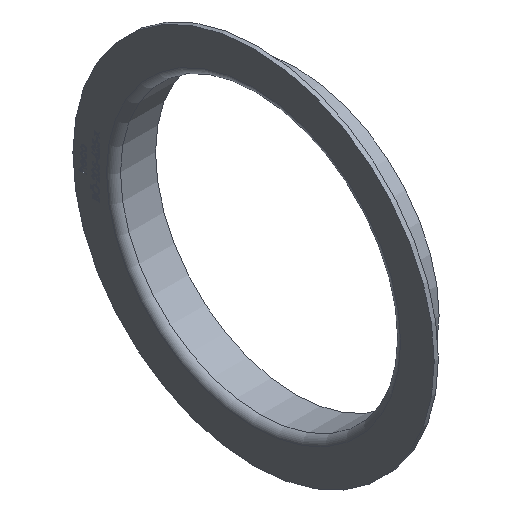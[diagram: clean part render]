
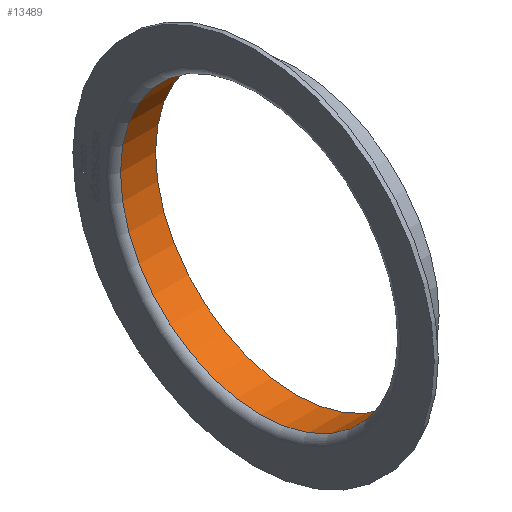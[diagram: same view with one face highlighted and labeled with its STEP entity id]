
A CAD part, isometric view. The second image highlights one B-rep face of the part: STEP entity #13489.
In plain terms, the highlighted cylindrical face has radius 100 mm (diameter 200 mm), a full revolution.
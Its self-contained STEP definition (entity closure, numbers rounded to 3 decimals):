
#722 = FACE_OUTER_BOUND ( 'NONE', #979, .T. ) ;
#957 = CYLINDRICAL_SURFACE ( 'NONE', #1254, 100. ) ;
#979 = EDGE_LOOP ( 'NONE', ( #8370 ) ) ;
#1098 = CIRCLE ( 'NONE', #13433, 100. ) ;
#1254 = AXIS2_PLACEMENT_3D ( 'NONE', #5623, #11277, #8958 ) ;
#3682 = DIRECTION ( 'NONE',  ( 0., 0., -1. ) ) ;
#4349 = EDGE_CURVE ( 'NONE', #9314, #9314, #1098, .T. ) ;
#4546 = AXIS2_PLACEMENT_3D ( 'NONE', #7093, #11803, #3682 ) ;
#5541 = CIRCLE ( 'NONE', #4546, 100. ) ;
#5623 = CARTESIAN_POINT ( 'NONE',  ( 0., 0., 0. ) ) ;
#5677 = CARTESIAN_POINT ( 'NONE',  ( 30., 0., 100. ) ) ;
#7093 = CARTESIAN_POINT ( 'NONE',  ( 5., 0., 0. ) ) ;
#8370 = ORIENTED_EDGE ( 'NONE', *, *, #4349, .F. ) ;
#8958 = DIRECTION ( 'NONE',  ( 0., 0., 1. ) ) ;
#9314 = VERTEX_POINT ( 'NONE', #5677 ) ;
#9831 = EDGE_LOOP ( 'NONE', ( #13268 ) ) ;
#10165 = DIRECTION ( 'NONE',  ( -1., 0., 0. ) ) ;
#11277 = DIRECTION ( 'NONE',  ( -1., 0., 0. ) ) ;
#11803 = DIRECTION ( 'NONE',  ( -1., 0., 0. ) ) ;
#12546 = CARTESIAN_POINT ( 'NONE',  ( 30., 0., 0. ) ) ;
#13242 = CARTESIAN_POINT ( 'NONE',  ( 5., 0., -100. ) ) ;
#13268 = ORIENTED_EDGE ( 'NONE', *, *, #14496, .T. ) ;
#13433 = AXIS2_PLACEMENT_3D ( 'NONE', #12546, #10165, #14948 ) ;
#13489 = ADVANCED_FACE ( 'NONE', ( #13727, #722 ), #957, .F. ) ;
#13727 = FACE_OUTER_BOUND ( 'NONE', #9831, .T. ) ;
#14496 = EDGE_CURVE ( 'NONE', #15183, #15183, #5541, .T. ) ;
#14948 = DIRECTION ( 'NONE',  ( 0., 0., 1. ) ) ;
#15183 = VERTEX_POINT ( 'NONE', #13242 ) ;
